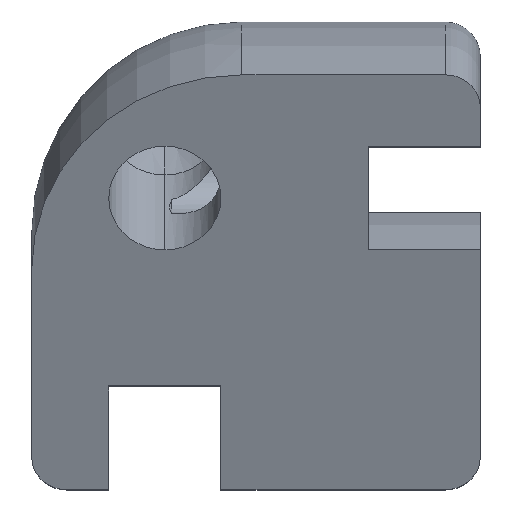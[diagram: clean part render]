
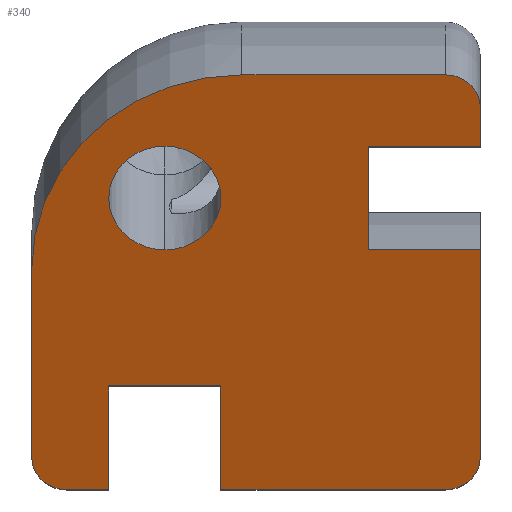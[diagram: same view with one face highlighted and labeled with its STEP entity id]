
A CAD part, top view. The second image highlights one B-rep face of the part: STEP entity #340.
In plain terms, the highlighted planar face has unit normal (0, -0.383, 0.924).
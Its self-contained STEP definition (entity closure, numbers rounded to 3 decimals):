
#1 = EDGE_CURVE ( 'NONE', #2, #4, #201, .T. ) ;
#2 = VERTEX_POINT ( 'NONE', #214 ) ;
#4 = VERTEX_POINT ( 'NONE', #225 ) ;
#9 = EDGE_CURVE ( 'NONE', #21, #11, #222, .T. ) ;
#11 = VERTEX_POINT ( 'NONE', #215 ) ;
#14 = VERTEX_POINT ( 'NONE', #216 ) ;
#15 = EDGE_CURVE ( 'NONE', #14, #1101, #193, .T. ) ;
#21 = VERTEX_POINT ( 'NONE', #244 ) ;
#33 = VERTEX_POINT ( 'NONE', #240 ) ;
#35 = VERTEX_POINT ( 'NONE', #241 ) ;
#43 = DIRECTION ( 'NONE',  ( 0., -0.924, -0.383 ) ) ;
#44 = DIRECTION ( 'NONE',  ( 0., -0.383, 0.924 ) ) ;
#45 = AXIS2_PLACEMENT_3D ( 'NONE', #47, #44, #43 ) ;
#46 = CIRCLE ( 'NONE', #45, 4. ) ;
#47 = CARTESIAN_POINT ( 'NONE',  ( -6.5, 37.417, 15.499 ) ) ;
#92 = CARTESIAN_POINT ( 'NONE',  ( -6.5, 41.113, 17.029 ) ) ;
#105 = CARTESIAN_POINT ( 'NONE',  ( 16., 43.884, 18.177 ) ) ;
#145 = DIRECTION ( 'NONE',  ( 0., -0.924, -0.383 ) ) ;
#179 = EDGE_CURVE ( 'NONE', #35, #1163, #849, .T. ) ;
#192 = VECTOR ( 'NONE', #197, 1000. ) ;
#193 = LINE ( 'NONE', #196, #194 ) ;
#194 = VECTOR ( 'NONE', #195, 1000. ) ;
#195 = DIRECTION ( 'NONE',  ( 0., 0.924, 0.383 ) ) ;
#196 = CARTESIAN_POINT ( 'NONE',  ( -2.5, -1.346, -0.558 ) ) ;
#197 = DIRECTION ( 'NONE',  ( 0., 0.924, 0.383 ) ) ;
#201 = LINE ( 'NONE', #202, #192 ) ;
#202 = CARTESIAN_POINT ( 'NONE',  ( -16., -1.346, -0.558 ) ) ;
#214 = CARTESIAN_POINT ( 'NONE',  ( -16., 18.94, 7.845 ) ) ;
#215 = CARTESIAN_POINT ( 'NONE',  ( -13.5, 16.63, 6.888 ) ) ;
#216 = CARTESIAN_POINT ( 'NONE',  ( -2.5, 16.63, 6.888 ) ) ;
#219 = DIRECTION ( 'NONE',  ( -1., 0., 0. ) ) ;
#220 = VECTOR ( 'NONE', #219, 1000. ) ;
#221 = CARTESIAN_POINT ( 'NONE',  ( -0.105, 16.63, 6.888 ) ) ;
#222 = LINE ( 'NONE', #221, #220 ) ;
#225 = CARTESIAN_POINT ( 'NONE',  ( -16., 32.336, 13.394 ) ) ;
#236 = VECTOR ( 'NONE', #145, 1000. ) ;
#237 = CARTESIAN_POINT ( 'NONE',  ( 8., -1.346, -0.558 ) ) ;
#238 = LINE ( 'NONE', #237, #236 ) ;
#240 = CARTESIAN_POINT ( 'NONE',  ( 13.5, 16.63, 6.888 ) ) ;
#241 = CARTESIAN_POINT ( 'NONE',  ( 16., 33.722, 13.968 ) ) ;
#244 = CARTESIAN_POINT ( 'NONE',  ( -10.5, 16.63, 6.888 ) ) ;
#270 = EDGE_CURVE ( 'NONE', #1187, #1203, #882, .T. ) ;
#272 = EDGE_CURVE ( 'NONE', #33, #14, #894, .T. ) ;
#274 = VERTEX_POINT ( 'NONE', #891 ) ;
#276 = ORIENTED_EDGE ( 'NONE', *, *, #1195, .F. ) ;
#279 = ORIENTED_EDGE ( 'NONE', *, *, #342, .F. ) ;
#280 = ORIENTED_EDGE ( 'NONE', *, *, #1149, .F. ) ;
#285 = EDGE_CURVE ( 'NONE', #1202, #4, #864, .T. ) ;
#293 = EDGE_CURVE ( 'NONE', #2, #11, #931, .T. ) ;
#294 = ORIENTED_EDGE ( 'NONE', *, *, #1, .F. ) ;
#295 = ORIENTED_EDGE ( 'NONE', *, *, #285, .T. ) ;
#296 = ORIENTED_EDGE ( 'NONE', *, *, #9, .F. ) ;
#297 = ORIENTED_EDGE ( 'NONE', *, *, #293, .T. ) ;
#300 = ORIENTED_EDGE ( 'NONE', *, *, #325, .T. ) ;
#309 = ORIENTED_EDGE ( 'NONE', *, *, #1099, .F. ) ;
#310 = ORIENTED_EDGE ( 'NONE', *, *, #1115, .F. ) ;
#311 = ORIENTED_EDGE ( 'NONE', *, *, #1199, .F. ) ;
#320 = ORIENTED_EDGE ( 'NONE', *, *, #1168, .F. ) ;
#321 = ORIENTED_EDGE ( 'NONE', *, *, #327, .F. ) ;
#322 = ORIENTED_EDGE ( 'NONE', *, *, #270, .T. ) ;
#323 = ORIENTED_EDGE ( 'NONE', *, *, #1175, .F. ) ;
#324 = ORIENTED_EDGE ( 'NONE', *, *, #179, .T. ) ;
#325 = EDGE_CURVE ( 'NONE', #33, #274, #953, .T. ) ;
#327 = EDGE_CURVE ( 'NONE', #35, #274, #955, .T. ) ;
#336 = ORIENTED_EDGE ( 'NONE', *, *, #272, .F. ) ;
#337 = ORIENTED_EDGE ( 'NONE', *, *, #15, .F. ) ;
#338 = EDGE_LOOP ( 'NONE', ( #311, #295, #294, #297, #296, #309, #310, #337, #336, #300, #321, #324, #320, #323, #276, #322 ) ) ;
#340 = ADVANCED_FACE ( 'NONE', ( #954, #962 ), #993, .T. ) ;
#341 = EDGE_LOOP ( 'NONE', ( #279, #280 ) ) ;
#342 = EDGE_CURVE ( 'NONE', #1158, #1140, #990, .T. ) ;
#353 = CARTESIAN_POINT ( 'NONE',  ( -1., 46.194, 19.134 ) ) ;
#354 = CARTESIAN_POINT ( 'NONE',  ( 13.5, 46.194, 19.134 ) ) ;
#452 = DIRECTION ( 'NONE',  ( 0., -0.924, -0.383 ) ) ;
#453 = CARTESIAN_POINT ( 'NONE',  ( 16., -1.346, -0.558 ) ) ;
#454 = VECTOR ( 'NONE', #452, 1000. ) ;
#455 = LINE ( 'NONE', #453, #454 ) ;
#484 = LINE ( 'NONE', #485, #486 ) ;
#485 = CARTESIAN_POINT ( 'NONE',  ( -0.105, 46.194, 19.134 ) ) ;
#486 = VECTOR ( 'NONE', #487, 1000. ) ;
#487 = DIRECTION ( 'NONE',  ( 1., 0., 0. ) ) ;
#517 = CARTESIAN_POINT ( 'NONE',  ( -6.5, 33.722, 13.968 ) ) ;
#529 = DIRECTION ( 'NONE',  ( 0., -0.924, -0.383 ) ) ;
#559 = LINE ( 'NONE', #560, #561 ) ;
#560 = CARTESIAN_POINT ( 'NONE',  ( -10.5, -1.346, -0.558 ) ) ;
#561 = VECTOR ( 'NONE', #529, 1000. ) ;
#594 = LINE ( 'NONE', #595, #599 ) ;
#595 = CARTESIAN_POINT ( 'NONE',  ( -0.105, 24.021, 9.95 ) ) ;
#598 = DIRECTION ( 'NONE',  ( -1., 0., 0. ) ) ;
#599 = VECTOR ( 'NONE', #598, 1000. ) ;
#621 = CARTESIAN_POINT ( 'NONE',  ( -10.5, 24.021, 9.95 ) ) ;
#655 = CARTESIAN_POINT ( 'NONE',  ( -2.5, 24.021, 9.95 ) ) ;
#741 = CARTESIAN_POINT ( 'NONE',  ( 8., 41.113, 17.029 ) ) ;
#743 = CARTESIAN_POINT ( 'NONE',  ( 8., 33.722, 13.968 ) ) ;
#842 = DIRECTION ( 'NONE',  ( -1., 0., 0. ) ) ;
#849 = LINE ( 'NONE', #851, #850 ) ;
#850 = VECTOR ( 'NONE', #842, 1000. ) ;
#851 = CARTESIAN_POINT ( 'NONE',  ( -0.105, 33.722, 13.968 ) ) ;
#864 = CIRCLE ( 'NONE', #868, 15. ) ;
#865 = LINE ( 'NONE', #902, #901 ) ;
#866 = DIRECTION ( 'NONE',  ( 0., -0.924, -0.383 ) ) ;
#867 = DIRECTION ( 'NONE',  ( 0., -0.383, 0.924 ) ) ;
#868 = AXIS2_PLACEMENT_3D ( 'NONE', #881, #867, #866 ) ;
#871 = CARTESIAN_POINT ( 'NONE',  ( -0.105, 16.63, 6.888 ) ) ;
#877 = DIRECTION ( 'NONE',  ( 0., -0.383, 0.924 ) ) ;
#878 = AXIS2_PLACEMENT_3D ( 'NONE', #897, #877, #885 ) ;
#881 = CARTESIAN_POINT ( 'NONE',  ( -1., 32.336, 13.394 ) ) ;
#882 = CIRCLE ( 'NONE', #878, 2.5 ) ;
#885 = DIRECTION ( 'NONE',  ( 0., -0.924, -0.383 ) ) ;
#891 = CARTESIAN_POINT ( 'NONE',  ( 16., 18.94, 7.845 ) ) ;
#892 = DIRECTION ( 'NONE',  ( -1., 0., 0. ) ) ;
#893 = VECTOR ( 'NONE', #892, 1000. ) ;
#894 = LINE ( 'NONE', #871, #893 ) ;
#897 = CARTESIAN_POINT ( 'NONE',  ( 13.5, 43.884, 18.177 ) ) ;
#901 = VECTOR ( 'NONE', #907, 1000. ) ;
#902 = CARTESIAN_POINT ( 'NONE',  ( -0.105, 41.113, 17.029 ) ) ;
#907 = DIRECTION ( 'NONE',  ( -1., 0., 0. ) ) ;
#931 = CIRCLE ( 'NONE', #941, 2.5 ) ;
#939 = DIRECTION ( 'NONE',  ( 0., -0.924, -0.383 ) ) ;
#940 = DIRECTION ( 'NONE',  ( 0., -0.383, 0.924 ) ) ;
#941 = AXIS2_PLACEMENT_3D ( 'NONE', #944, #940, #939 ) ;
#944 = CARTESIAN_POINT ( 'NONE',  ( -13.5, 18.94, 7.845 ) ) ;
#950 = AXIS2_PLACEMENT_3D ( 'NONE', #978, #985, #970 ) ;
#953 = CIRCLE ( 'NONE', #983, 2.5 ) ;
#954 = FACE_BOUND ( 'NONE', #341, .T. ) ;
#955 = LINE ( 'NONE', #964, #998 ) ;
#960 = DIRECTION ( 'NONE',  ( 0., -0.924, -0.383 ) ) ;
#962 = FACE_OUTER_BOUND ( 'NONE', #338, .T. ) ;
#964 = CARTESIAN_POINT ( 'NONE',  ( 16., -1.346, -0.558 ) ) ;
#969 = CARTESIAN_POINT ( 'NONE',  ( -6.5, 37.417, 15.499 ) ) ;
#970 = DIRECTION ( 'NONE',  ( 1., 0., 0. ) ) ;
#976 = DIRECTION ( 'NONE',  ( 0., -0.924, -0.383 ) ) ;
#978 = CARTESIAN_POINT ( 'NONE',  ( -0.105, -1.346, -0.558 ) ) ;
#983 = AXIS2_PLACEMENT_3D ( 'NONE', #997, #999, #984 ) ;
#984 = DIRECTION ( 'NONE',  ( 0., -0.924, -0.383 ) ) ;
#985 = DIRECTION ( 'NONE',  ( 0., -0.383, 0.924 ) ) ;
#986 = DIRECTION ( 'NONE',  ( 0., -0.383, 0.924 ) ) ;
#987 = AXIS2_PLACEMENT_3D ( 'NONE', #969, #986, #976 ) ;
#990 = CIRCLE ( 'NONE', #987, 4. ) ;
#993 = PLANE ( 'NONE',  #950 ) ;
#997 = CARTESIAN_POINT ( 'NONE',  ( 13.5, 18.94, 7.845 ) ) ;
#998 = VECTOR ( 'NONE', #960, 1000. ) ;
#999 = DIRECTION ( 'NONE',  ( 0., -0.383, 0.924 ) ) ;
#1011 = CARTESIAN_POINT ( 'NONE',  ( 16., 41.113, 17.029 ) ) ;
#1098 = VERTEX_POINT ( 'NONE', #621 ) ;
#1099 = EDGE_CURVE ( 'NONE', #1098, #21, #559, .T. ) ;
#1101 = VERTEX_POINT ( 'NONE', #655 ) ;
#1115 = EDGE_CURVE ( 'NONE', #1101, #1098, #594, .T. ) ;
#1140 = VERTEX_POINT ( 'NONE', #92 ) ;
#1149 = EDGE_CURVE ( 'NONE', #1140, #1158, #46, .T. ) ;
#1158 = VERTEX_POINT ( 'NONE', #517 ) ;
#1160 = VERTEX_POINT ( 'NONE', #741 ) ;
#1163 = VERTEX_POINT ( 'NONE', #743 ) ;
#1168 = EDGE_CURVE ( 'NONE', #1160, #1163, #238, .T. ) ;
#1175 = EDGE_CURVE ( 'NONE', #1181, #1160, #865, .T. ) ;
#1181 = VERTEX_POINT ( 'NONE', #1011 ) ;
#1187 = VERTEX_POINT ( 'NONE', #105 ) ;
#1195 = EDGE_CURVE ( 'NONE', #1187, #1181, #455, .T. ) ;
#1199 = EDGE_CURVE ( 'NONE', #1202, #1203, #484, .T. ) ;
#1202 = VERTEX_POINT ( 'NONE', #353 ) ;
#1203 = VERTEX_POINT ( 'NONE', #354 ) ;
